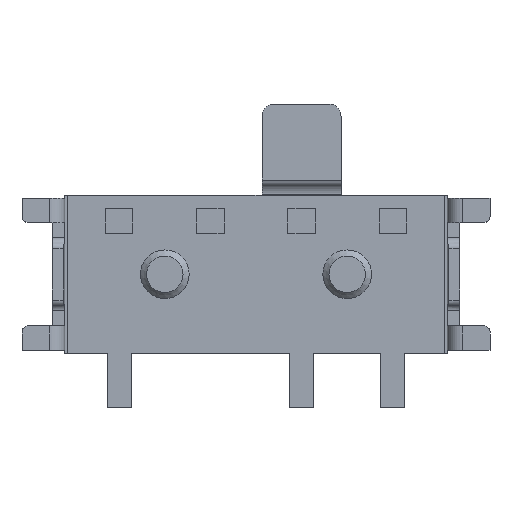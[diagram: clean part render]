
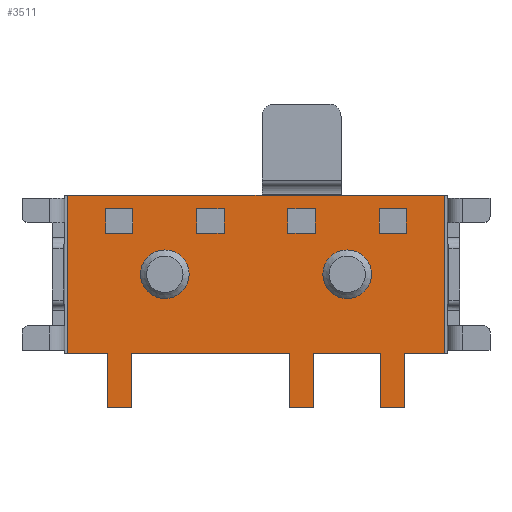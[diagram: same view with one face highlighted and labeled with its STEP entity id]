
A CAD part, front view. The second image highlights one B-rep face of the part: STEP entity #3511.
In plain terms, the highlighted planar face has unit normal (0, -1, 0).
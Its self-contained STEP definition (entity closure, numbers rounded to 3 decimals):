
#103=CIRCLE('',#4973,0.4);
#104=CIRCLE('',#4974,0.4);
#255=ORIENTED_EDGE('',*,*,#1286,.T.);
#256=ORIENTED_EDGE('',*,*,#1287,.T.);
#257=ORIENTED_EDGE('',*,*,#1288,.T.);
#258=ORIENTED_EDGE('',*,*,#1289,.T.);
#259=ORIENTED_EDGE('',*,*,#1290,.T.);
#260=ORIENTED_EDGE('',*,*,#1291,.T.);
#261=ORIENTED_EDGE('',*,*,#1292,.T.);
#262=ORIENTED_EDGE('',*,*,#1293,.T.);
#263=ORIENTED_EDGE('',*,*,#1294,.F.);
#264=ORIENTED_EDGE('',*,*,#1295,.T.);
#265=ORIENTED_EDGE('',*,*,#1296,.F.);
#266=ORIENTED_EDGE('',*,*,#1297,.F.);
#267=ORIENTED_EDGE('',*,*,#1298,.F.);
#268=ORIENTED_EDGE('',*,*,#1299,.T.);
#269=ORIENTED_EDGE('',*,*,#1300,.F.);
#270=ORIENTED_EDGE('',*,*,#1301,.F.);
#271=ORIENTED_EDGE('',*,*,#1302,.T.);
#272=ORIENTED_EDGE('',*,*,#1303,.T.);
#273=ORIENTED_EDGE('',*,*,#1304,.F.);
#274=ORIENTED_EDGE('',*,*,#1305,.F.);
#275=ORIENTED_EDGE('',*,*,#1306,.F.);
#276=ORIENTED_EDGE('',*,*,#1307,.T.);
#277=ORIENTED_EDGE('',*,*,#1308,.F.);
#278=ORIENTED_EDGE('',*,*,#1309,.F.);
#279=ORIENTED_EDGE('',*,*,#1310,.F.);
#280=ORIENTED_EDGE('',*,*,#1311,.F.);
#281=ORIENTED_EDGE('',*,*,#1312,.T.);
#282=ORIENTED_EDGE('',*,*,#1313,.T.);
#283=ORIENTED_EDGE('',*,*,#1314,.T.);
#284=ORIENTED_EDGE('',*,*,#1315,.T.);
#285=ORIENTED_EDGE('',*,*,#1316,.T.);
#286=ORIENTED_EDGE('',*,*,#1317,.T.);
#287=ORIENTED_EDGE('',*,*,#1318,.T.);
#288=ORIENTED_EDGE('',*,*,#1319,.T.);
#1286=EDGE_CURVE('',#1806,#1807,#2155,.T.);
#1287=EDGE_CURVE('',#1807,#1808,#2156,.T.);
#1288=EDGE_CURVE('',#1808,#1809,#2157,.T.);
#1289=EDGE_CURVE('',#1809,#1806,#2158,.T.);
#1290=EDGE_CURVE('',#1810,#1811,#2159,.T.);
#1291=EDGE_CURVE('',#1811,#1812,#2160,.T.);
#1292=EDGE_CURVE('',#1812,#1813,#2161,.T.);
#1293=EDGE_CURVE('',#1813,#1810,#2162,.T.);
#1294=EDGE_CURVE('',#1814,#1815,#2163,.T.);
#1295=EDGE_CURVE('',#1814,#1816,#2164,.T.);
#1296=EDGE_CURVE('',#1817,#1816,#2165,.T.);
#1297=EDGE_CURVE('',#1818,#1817,#2166,.T.);
#1298=EDGE_CURVE('',#1819,#1818,#2167,.T.);
#1299=EDGE_CURVE('',#1819,#1820,#2168,.T.);
#1300=EDGE_CURVE('',#1821,#1820,#2169,.T.);
#1301=EDGE_CURVE('',#1822,#1821,#2170,.T.);
#1302=EDGE_CURVE('',#1822,#1823,#2171,.T.);
#1303=EDGE_CURVE('',#1823,#1824,#2172,.T.);
#1304=EDGE_CURVE('',#1825,#1824,#2173,.T.);
#1305=EDGE_CURVE('',#1826,#1825,#2174,.T.);
#1306=EDGE_CURVE('',#1827,#1826,#2175,.T.);
#1307=EDGE_CURVE('',#1827,#1828,#2176,.T.);
#1308=EDGE_CURVE('',#1829,#1828,#2177,.T.);
#1309=EDGE_CURVE('',#1815,#1829,#2178,.T.);
#1310=EDGE_CURVE('',#1830,#1830,#103,.F.);
#1311=EDGE_CURVE('',#1831,#1831,#104,.F.);
#1312=EDGE_CURVE('',#1832,#1833,#2179,.T.);
#1313=EDGE_CURVE('',#1833,#1834,#2180,.T.);
#1314=EDGE_CURVE('',#1834,#1835,#2181,.T.);
#1315=EDGE_CURVE('',#1835,#1832,#2182,.T.);
#1316=EDGE_CURVE('',#1836,#1837,#2183,.T.);
#1317=EDGE_CURVE('',#1837,#1838,#2184,.T.);
#1318=EDGE_CURVE('',#1838,#1839,#2185,.T.);
#1319=EDGE_CURVE('',#1839,#1836,#2186,.T.);
#1806=VERTEX_POINT('',#6318);
#1807=VERTEX_POINT('',#6319);
#1808=VERTEX_POINT('',#6321);
#1809=VERTEX_POINT('',#6323);
#1810=VERTEX_POINT('',#6326);
#1811=VERTEX_POINT('',#6327);
#1812=VERTEX_POINT('',#6329);
#1813=VERTEX_POINT('',#6331);
#1814=VERTEX_POINT('',#6334);
#1815=VERTEX_POINT('',#6335);
#1816=VERTEX_POINT('',#6337);
#1817=VERTEX_POINT('',#6339);
#1818=VERTEX_POINT('',#6341);
#1819=VERTEX_POINT('',#6343);
#1820=VERTEX_POINT('',#6345);
#1821=VERTEX_POINT('',#6347);
#1822=VERTEX_POINT('',#6349);
#1823=VERTEX_POINT('',#6351);
#1824=VERTEX_POINT('',#6353);
#1825=VERTEX_POINT('',#6355);
#1826=VERTEX_POINT('',#6357);
#1827=VERTEX_POINT('',#6359);
#1828=VERTEX_POINT('',#6361);
#1829=VERTEX_POINT('',#6363);
#1830=VERTEX_POINT('',#6366);
#1831=VERTEX_POINT('',#6368);
#1832=VERTEX_POINT('',#6370);
#1833=VERTEX_POINT('',#6371);
#1834=VERTEX_POINT('',#6373);
#1835=VERTEX_POINT('',#6375);
#1836=VERTEX_POINT('',#6378);
#1837=VERTEX_POINT('',#6379);
#1838=VERTEX_POINT('',#6381);
#1839=VERTEX_POINT('',#6383);
#2155=LINE('',#6317,#2572);
#2156=LINE('',#6320,#2573);
#2157=LINE('',#6322,#2574);
#2158=LINE('',#6324,#2575);
#2159=LINE('',#6325,#2576);
#2160=LINE('',#6328,#2577);
#2161=LINE('',#6330,#2578);
#2162=LINE('',#6332,#2579);
#2163=LINE('',#6333,#2580);
#2164=LINE('',#6336,#2581);
#2165=LINE('',#6338,#2582);
#2166=LINE('',#6340,#2583);
#2167=LINE('',#6342,#2584);
#2168=LINE('',#6344,#2585);
#2169=LINE('',#6346,#2586);
#2170=LINE('',#6348,#2587);
#2171=LINE('',#6350,#2588);
#2172=LINE('',#6352,#2589);
#2173=LINE('',#6354,#2590);
#2174=LINE('',#6356,#2591);
#2175=LINE('',#6358,#2592);
#2176=LINE('',#6360,#2593);
#2177=LINE('',#6362,#2594);
#2178=LINE('',#6364,#2595);
#2179=LINE('',#6369,#2596);
#2180=LINE('',#6372,#2597);
#2181=LINE('',#6374,#2598);
#2182=LINE('',#6376,#2599);
#2183=LINE('',#6377,#2600);
#2184=LINE('',#6380,#2601);
#2185=LINE('',#6382,#2602);
#2186=LINE('',#6384,#2603);
#2572=VECTOR('',#5310,1000.);
#2573=VECTOR('',#5311,1000.);
#2574=VECTOR('',#5312,1000.);
#2575=VECTOR('',#5313,1000.);
#2576=VECTOR('',#5314,1000.);
#2577=VECTOR('',#5315,1000.);
#2578=VECTOR('',#5316,1000.);
#2579=VECTOR('',#5317,1000.);
#2580=VECTOR('',#5318,1000.);
#2581=VECTOR('',#5319,1000.);
#2582=VECTOR('',#5320,1000.);
#2583=VECTOR('',#5321,1000.);
#2584=VECTOR('',#5322,1000.);
#2585=VECTOR('',#5323,1000.);
#2586=VECTOR('',#5324,1000.);
#2587=VECTOR('',#5325,1000.);
#2588=VECTOR('',#5326,1000.);
#2589=VECTOR('',#5327,1000.);
#2590=VECTOR('',#5328,1000.);
#2591=VECTOR('',#5329,1000.);
#2592=VECTOR('',#5330,1000.);
#2593=VECTOR('',#5331,1000.);
#2594=VECTOR('',#5332,1000.);
#2595=VECTOR('',#5333,1000.);
#2596=VECTOR('',#5338,1000.);
#2597=VECTOR('',#5339,1000.);
#2598=VECTOR('',#5340,1000.);
#2599=VECTOR('',#5341,1000.);
#2600=VECTOR('',#5342,1000.);
#2601=VECTOR('',#5343,1000.);
#2602=VECTOR('',#5344,1000.);
#2603=VECTOR('',#5345,1000.);
#2979=EDGE_LOOP('',(#255,#256,#257,#258));
#2980=EDGE_LOOP('',(#259,#260,#261,#262));
#2981=EDGE_LOOP('',(#263,#264,#265,#266,#267,#268,#269,#270,#271,#272,#273,
#274,#275,#276,#277,#278));
#2982=EDGE_LOOP('',(#279));
#2983=EDGE_LOOP('',(#280));
#2984=EDGE_LOOP('',(#281,#282,#283,#284));
#2985=EDGE_LOOP('',(#285,#286,#287,#288));
#3178=FACE_BOUND('',#2979,.T.);
#3179=FACE_BOUND('',#2980,.T.);
#3180=FACE_BOUND('',#2981,.T.);
#3181=FACE_BOUND('',#2982,.T.);
#3182=FACE_BOUND('',#2983,.T.);
#3183=FACE_BOUND('',#2984,.T.);
#3184=FACE_BOUND('',#2985,.T.);
#3374=PLANE('',#4972);
#3511=ADVANCED_FACE('',(#3178,#3179,#3180,#3181,#3182,#3183,#3184),#3374,
 .F.);
#4972=AXIS2_PLACEMENT_3D('',#6316,#5308,#5309);
#4973=AXIS2_PLACEMENT_3D('',#6365,#5334,#5335);
#4974=AXIS2_PLACEMENT_3D('',#6367,#5336,#5337);
#5308=DIRECTION('',(0.,1.,0.));
#5309=DIRECTION('',(0.,0.,1.));
#5310=DIRECTION('',(-1.,0.,0.));
#5311=DIRECTION('',(0.,0.,1.));
#5312=DIRECTION('',(1.,0.,0.));
#5313=DIRECTION('',(0.,0.,-1.));
#5314=DIRECTION('',(-1.,0.,0.));
#5315=DIRECTION('',(0.,0.,1.));
#5316=DIRECTION('',(1.,0.,0.));
#5317=DIRECTION('',(0.,0.,-1.));
#5318=DIRECTION('',(0.,0.,-1.));
#5319=DIRECTION('',(1.,0.,0.));
#5320=DIRECTION('',(0.,0.,1.));
#5321=DIRECTION('',(-1.,0.,0.));
#5322=DIRECTION('',(0.,0.,-1.));
#5323=DIRECTION('',(1.,0.,0.));
#5324=DIRECTION('',(0.,0.,-1.));
#5325=DIRECTION('',(1.,0.,0.));
#5326=DIRECTION('',(0.,0.,-1.));
#5327=DIRECTION('',(1.,0.,0.));
#5328=DIRECTION('',(0.,0.,1.));
#5329=DIRECTION('',(-1.,0.,0.));
#5330=DIRECTION('',(0.,0.,-1.));
#5331=DIRECTION('',(1.,0.,0.));
#5332=DIRECTION('',(0.,0.,1.));
#5333=DIRECTION('',(-1.,0.,0.));
#5334=DIRECTION('',(0.,1.,0.));
#5335=DIRECTION('',(0.,0.,1.));
#5336=DIRECTION('',(0.,1.,0.));
#5337=DIRECTION('',(0.,0.,1.));
#5338=DIRECTION('',(-1.,0.,0.));
#5339=DIRECTION('',(0.,0.,1.));
#5340=DIRECTION('',(1.,0.,0.));
#5341=DIRECTION('',(0.,0.,-1.));
#5342=DIRECTION('',(-1.,0.,0.));
#5343=DIRECTION('',(0.,0.,1.));
#5344=DIRECTION('',(1.,0.,0.));
#5345=DIRECTION('',(0.,0.,-1.));
#6316=CARTESIAN_POINT('',(-3.1,0.,1.3));
#6317=CARTESIAN_POINT('',(0.975,0.,0.677));
#6318=CARTESIAN_POINT('',(0.975,0.,0.677));
#6319=CARTESIAN_POINT('',(0.525,0.,0.677));
#6320=CARTESIAN_POINT('',(0.525,0.,0.677));
#6321=CARTESIAN_POINT('',(0.525,0.,1.075));
#6322=CARTESIAN_POINT('',(0.525,0.,1.075));
#6323=CARTESIAN_POINT('',(0.975,0.,1.075));
#6324=CARTESIAN_POINT('',(0.975,0.,1.075));
#6325=CARTESIAN_POINT('',(-2.025,0.,0.677));
#6326=CARTESIAN_POINT('',(-2.025,0.,0.677));
#6327=CARTESIAN_POINT('',(-2.475,0.,0.677));
#6328=CARTESIAN_POINT('',(-2.475,0.,0.677));
#6329=CARTESIAN_POINT('',(-2.475,0.,1.075));
#6330=CARTESIAN_POINT('',(-2.475,0.,1.075));
#6331=CARTESIAN_POINT('',(-2.025,0.,1.075));
#6332=CARTESIAN_POINT('',(-2.025,0.,1.075));
#6333=CARTESIAN_POINT('',(0.95,0.,-1.1));
#6334=CARTESIAN_POINT('',(0.95,0.,-1.3));
#6335=CARTESIAN_POINT('',(0.95,0.,-2.2));
#6336=CARTESIAN_POINT('',(-3.1,0.,-1.3));
#6337=CARTESIAN_POINT('',(2.05,0.,-1.3));
#6338=CARTESIAN_POINT('',(2.05,0.,-2.2));
#6339=CARTESIAN_POINT('',(2.05,0.,-2.2));
#6340=CARTESIAN_POINT('',(2.45,0.,-2.2));
#6341=CARTESIAN_POINT('',(2.45,0.,-2.2));
#6342=CARTESIAN_POINT('',(2.45,0.,-1.1));
#6343=CARTESIAN_POINT('',(2.45,0.,-1.3));
#6344=CARTESIAN_POINT('',(-3.1,0.,-1.3));
#6345=CARTESIAN_POINT('',(3.1,0.,-1.3));
#6346=CARTESIAN_POINT('',(3.1,0.,1.3));
#6347=CARTESIAN_POINT('',(3.1,0.,1.3));
#6348=CARTESIAN_POINT('',(-3.1,0.,1.3));
#6349=CARTESIAN_POINT('',(-3.1,0.,1.3));
#6350=CARTESIAN_POINT('',(-3.1,0.,1.3));
#6351=CARTESIAN_POINT('',(-3.1,0.,-1.3));
#6352=CARTESIAN_POINT('',(-3.1,0.,-1.3));
#6353=CARTESIAN_POINT('',(-2.45,0.,-1.3));
#6354=CARTESIAN_POINT('',(-2.45,0.,-2.2));
#6355=CARTESIAN_POINT('',(-2.45,0.,-2.2));
#6356=CARTESIAN_POINT('',(-2.05,0.,-2.2));
#6357=CARTESIAN_POINT('',(-2.05,0.,-2.2));
#6358=CARTESIAN_POINT('',(-2.05,0.,-1.1));
#6359=CARTESIAN_POINT('',(-2.05,0.,-1.3));
#6360=CARTESIAN_POINT('',(-3.1,0.,-1.3));
#6361=CARTESIAN_POINT('',(0.55,0.,-1.3));
#6362=CARTESIAN_POINT('',(0.55,0.,-2.2));
#6363=CARTESIAN_POINT('',(0.55,0.,-2.2));
#6364=CARTESIAN_POINT('',(0.95,0.,-2.2));
#6365=CARTESIAN_POINT('',(-1.5,0.,0.));
#6366=CARTESIAN_POINT('',(-1.5,0.,0.4));
#6367=CARTESIAN_POINT('',(1.5,0.,0.));
#6368=CARTESIAN_POINT('',(1.5,0.,0.4));
#6369=CARTESIAN_POINT('',(-0.525,0.,0.677));
#6370=CARTESIAN_POINT('',(-0.525,0.,0.677));
#6371=CARTESIAN_POINT('',(-0.975,0.,0.677));
#6372=CARTESIAN_POINT('',(-0.975,0.,0.677));
#6373=CARTESIAN_POINT('',(-0.975,0.,1.075));
#6374=CARTESIAN_POINT('',(-0.975,0.,1.075));
#6375=CARTESIAN_POINT('',(-0.525,0.,1.075));
#6376=CARTESIAN_POINT('',(-0.525,0.,1.075));
#6377=CARTESIAN_POINT('',(2.475,0.,0.677));
#6378=CARTESIAN_POINT('',(2.475,0.,0.677));
#6379=CARTESIAN_POINT('',(2.025,0.,0.677));
#6380=CARTESIAN_POINT('',(2.025,0.,0.677));
#6381=CARTESIAN_POINT('',(2.025,0.,1.075));
#6382=CARTESIAN_POINT('',(2.025,0.,1.075));
#6383=CARTESIAN_POINT('',(2.475,0.,1.075));
#6384=CARTESIAN_POINT('',(2.475,0.,1.075));
